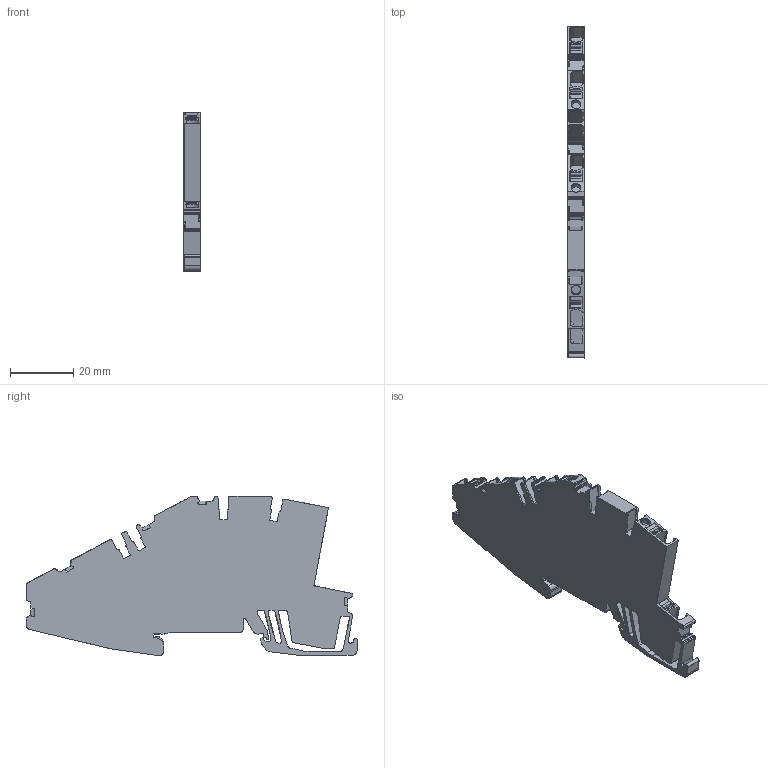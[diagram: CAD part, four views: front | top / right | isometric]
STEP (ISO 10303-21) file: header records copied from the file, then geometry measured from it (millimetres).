
FILE_DESCRIPTION(('CATIA V5 STEP Exchange','CAx-IF Rec.Pracs.--- Model Styling and Organization---1.5--- 2016-08-15','CAx-IF Rec.Pracs.---Supplemental Geometry---1.0---2011-11-01','CAx-IF Rec.Pracs.--- Composite Materials ---1.1---2010-07-15'),'2;1');
FILE_NAME ('D1463605_1', '2025-09-19T07:38:35+00:00', ('none'), ('Weidmueller'), 'CATIA Version 5-6 Release 2024 SP4', 'CATIA V5 STEP AP214 v3', 'none');
FILE_SCHEMA(('AUTOMOTIVE_DESIGN { 1 0 10303 214 1 1 1 1 }'));
Length unit declared in the file: millimetre
Products named in the file (1): 2669020000_S
Bounding box: 5.1 x 104.58 x 50.21 mm (x, y, z)
Volume: 16730.3 mm3; surface area: 10583.9 mm2
Topology: 9 solids, 9 shells, 978 faces, 2803 edges, 1852 vertices
Faces by surface type: plane 421, cylinder 357, extrusion 176, torus 9, bspline 9, cone 6
Entity records: 34575 total; most frequent: CARTESIAN_POINT 10512, ORIENTED_EDGE 5606, DIRECTION 3789, EDGE_CURVE 2803, VECTOR 1984, VERTEX_POINT 1852, LINE 1808, AXIS2_PLACEMENT_3D 1137
